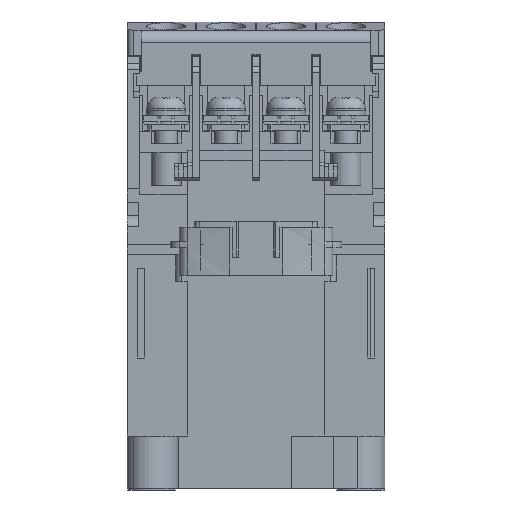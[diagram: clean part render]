
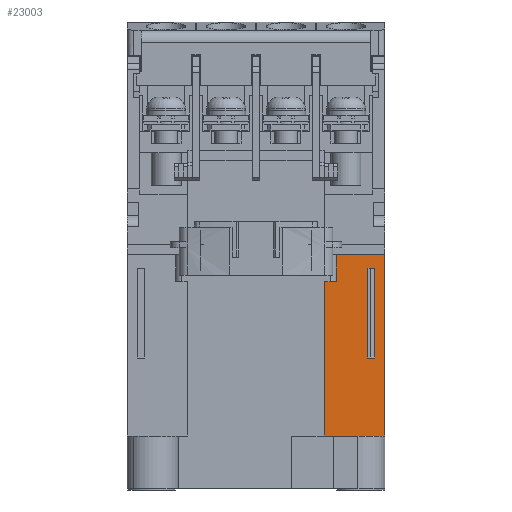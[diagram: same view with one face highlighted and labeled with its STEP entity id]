
A CAD part, front view. The second image highlights one B-rep face of the part: STEP entity #23003.
In plain terms, the highlighted planar face has unit normal (0, -1, 0).
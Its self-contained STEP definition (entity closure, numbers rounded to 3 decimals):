
#200 = LINE ( 'NONE', #9467, #26573 ) ;
#204 = LINE ( 'NONE', #29213, #3421 ) ;
#1699 = VERTEX_POINT ( 'NONE', #20049 ) ;
#2177 = FACE_OUTER_BOUND ( 'NONE', #28657, .T. ) ;
#2378 = LINE ( 'NONE', #10796, #22834 ) ;
#3054 = ORIENTED_EDGE ( 'NONE', *, *, #51265, .T. ) ;
#3250 = FACE_BOUND ( 'NONE', #12257, .T. ) ;
#3421 = VECTOR ( 'NONE', #50096, 1000. ) ;
#5104 = DIRECTION ( 'NONE',  ( 0., 0., 1. ) ) ;
#5165 = VERTEX_POINT ( 'NONE', #49238 ) ;
#5209 = VECTOR ( 'NONE', #47798, 1000. ) ;
#5607 = VERTEX_POINT ( 'NONE', #6974 ) ;
#6419 = EDGE_CURVE ( 'NONE', #5607, #52392, #200, .T. ) ;
#6798 = CARTESIAN_POINT ( 'NONE',  ( -21.5, -19., -66. ) ) ;
#6974 = CARTESIAN_POINT ( 'NONE',  ( 18.6, -19., -53. ) ) ;
#7501 = VERTEX_POINT ( 'NONE', #49372 ) ;
#9127 = VERTEX_POINT ( 'NONE', #33733 ) ;
#9467 = CARTESIAN_POINT ( 'NONE',  ( 18.6, -19., -38. ) ) ;
#10052 = VERTEX_POINT ( 'NONE', #50971 ) ;
#10582 = DIRECTION ( 'NONE',  ( 0., 0., -1. ) ) ;
#10796 = CARTESIAN_POINT ( 'NONE',  ( 11.4, -19., -66. ) ) ;
#11105 = CARTESIAN_POINT ( 'NONE',  ( 13.4, -19., -35.75 ) ) ;
#11356 = DIRECTION ( 'NONE',  ( 1., 0., 0. ) ) ;
#12257 = EDGE_LOOP ( 'NONE', ( #29144, #26084, #12548, #37258 ) ) ;
#12548 = ORIENTED_EDGE ( 'NONE', *, *, #21258, .T. ) ;
#14278 = LINE ( 'NONE', #35396, #24591 ) ;
#14638 = VECTOR ( 'NONE', #38575, 1000. ) ;
#14867 = CARTESIAN_POINT ( 'NONE',  ( -21.5, -19., -66. ) ) ;
#14996 = LINE ( 'NONE', #31797, #5209 ) ;
#16627 = CARTESIAN_POINT ( 'NONE',  ( 11.4, -19., -66. ) ) ;
#16718 = VECTOR ( 'NONE', #51225, 1000. ) ;
#17910 = LINE ( 'NONE', #26810, #16718 ) ;
#19321 = VERTEX_POINT ( 'NONE', #16627 ) ;
#19428 = ORIENTED_EDGE ( 'NONE', *, *, #50827, .F. ) ;
#19744 = LINE ( 'NONE', #14867, #45414 ) ;
#20049 = CARTESIAN_POINT ( 'NONE',  ( 13.4, -19., -35.75 ) ) ;
#20358 = AXIS2_PLACEMENT_3D ( 'NONE', #6798, #32231, #10582 ) ;
#21258 = EDGE_CURVE ( 'NONE', #7501, #23272, #14996, .T. ) ;
#22834 = VECTOR ( 'NONE', #39787, 1000. ) ;
#23003 = ADVANCED_FACE ( 'NONE', ( #3250, #2177 ), #31973, .T. ) ;
#23272 = VERTEX_POINT ( 'NONE', #39237 ) ;
#23966 = VECTOR ( 'NONE', #50751, 1000. ) ;
#24591 = VECTOR ( 'NONE', #34850, 1000. ) ;
#25222 = VERTEX_POINT ( 'NONE', #32318 ) ;
#25786 = ORIENTED_EDGE ( 'NONE', *, *, #26825, .T. ) ;
#26084 = ORIENTED_EDGE ( 'NONE', *, *, #36106, .T. ) ;
#26573 = VECTOR ( 'NONE', #5104, 1000. ) ;
#26810 = CARTESIAN_POINT ( 'NONE',  ( -21.5, -19., -35.75 ) ) ;
#26825 = EDGE_CURVE ( 'NONE', #10052, #5165, #34216, .T. ) ;
#27412 = EDGE_CURVE ( 'NONE', #23272, #5607, #204, .T. ) ;
#28657 = EDGE_LOOP ( 'NONE', ( #53600, #25786, #19428, #3054, #32084, #30050 ) ) ;
#29144 = ORIENTED_EDGE ( 'NONE', *, *, #6419, .T. ) ;
#29213 = CARTESIAN_POINT ( 'NONE',  ( 18.6, -19., -53. ) ) ;
#29585 = LINE ( 'NONE', #46129, #23966 ) ;
#30050 = ORIENTED_EDGE ( 'NONE', *, *, #40214, .F. ) ;
#31139 = LINE ( 'NONE', #11105, #35198 ) ;
#31797 = CARTESIAN_POINT ( 'NONE',  ( 19.8, -19., -38. ) ) ;
#31973 = PLANE ( 'NONE',  #20358 ) ;
#32084 = ORIENTED_EDGE ( 'NONE', *, *, #33265, .F. ) ;
#32231 = DIRECTION ( 'NONE',  ( 0., -1., 0. ) ) ;
#32318 = CARTESIAN_POINT ( 'NONE',  ( 21.5, -19., -66. ) ) ;
#33265 = EDGE_CURVE ( 'NONE', #9127, #25222, #14278, .T. ) ;
#33733 = CARTESIAN_POINT ( 'NONE',  ( 21.5, -19., -35.75 ) ) ;
#34216 = LINE ( 'NONE', #35022, #14638 ) ;
#34850 = DIRECTION ( 'NONE',  ( 0., 0., -1. ) ) ;
#35022 = CARTESIAN_POINT ( 'NONE',  ( 13.4, -19., -40.25 ) ) ;
#35198 = VECTOR ( 'NONE', #47688, 1000. ) ;
#35396 = CARTESIAN_POINT ( 'NONE',  ( 21.5, -19., -66. ) ) ;
#36106 = EDGE_CURVE ( 'NONE', #52392, #7501, #29585, .T. ) ;
#37258 = ORIENTED_EDGE ( 'NONE', *, *, #27412, .T. ) ;
#38575 = DIRECTION ( 'NONE',  ( -1., 0., 0. ) ) ;
#39237 = CARTESIAN_POINT ( 'NONE',  ( 19.8, -19., -53. ) ) ;
#39334 = CARTESIAN_POINT ( 'NONE',  ( 18.6, -19., -38. ) ) ;
#39787 = DIRECTION ( 'NONE',  ( 0., 0., 1. ) ) ;
#40214 = EDGE_CURVE ( 'NONE', #1699, #9127, #17910, .T. ) ;
#43665 = EDGE_CURVE ( 'NONE', #10052, #1699, #31139, .T. ) ;
#45414 = VECTOR ( 'NONE', #11356, 1000. ) ;
#46129 = CARTESIAN_POINT ( 'NONE',  ( 18.6, -19., -38. ) ) ;
#47688 = DIRECTION ( 'NONE',  ( 0., 0., 1. ) ) ;
#47798 = DIRECTION ( 'NONE',  ( 0., 0., -1. ) ) ;
#49238 = CARTESIAN_POINT ( 'NONE',  ( 11.4, -19., -40.25 ) ) ;
#49372 = CARTESIAN_POINT ( 'NONE',  ( 19.8, -19., -38. ) ) ;
#50096 = DIRECTION ( 'NONE',  ( -1., 0., 0. ) ) ;
#50751 = DIRECTION ( 'NONE',  ( 1., 0., 0. ) ) ;
#50827 = EDGE_CURVE ( 'NONE', #19321, #5165, #2378, .T. ) ;
#50971 = CARTESIAN_POINT ( 'NONE',  ( 13.4, -19., -40.25 ) ) ;
#51225 = DIRECTION ( 'NONE',  ( 1., 0., 0. ) ) ;
#51265 = EDGE_CURVE ( 'NONE', #19321, #25222, #19744, .T. ) ;
#52392 = VERTEX_POINT ( 'NONE', #39334 ) ;
#53600 = ORIENTED_EDGE ( 'NONE', *, *, #43665, .F. ) ;
